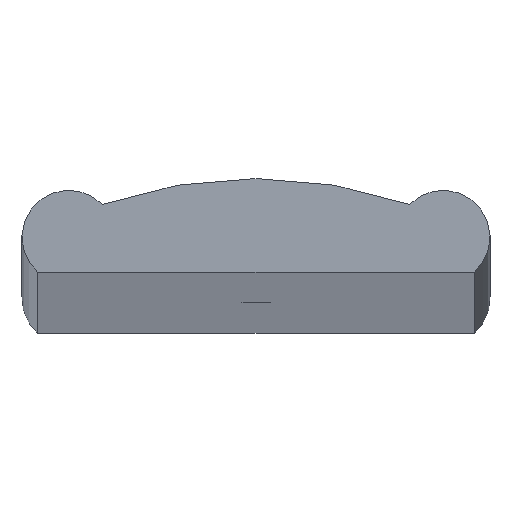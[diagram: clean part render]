
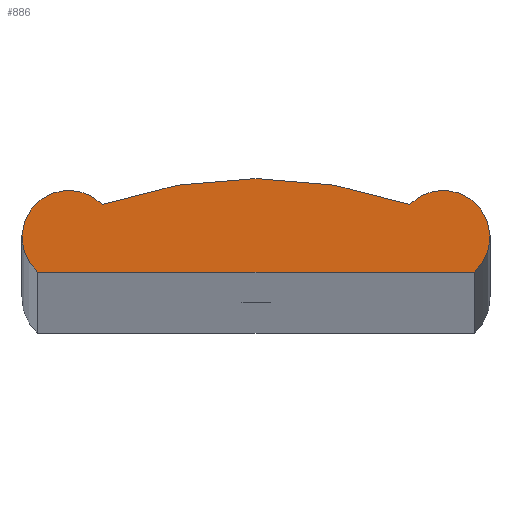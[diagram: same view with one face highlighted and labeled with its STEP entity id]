
A CAD part, top view. The second image highlights one B-rep face of the part: STEP entity #886.
In plain terms, the highlighted planar face has unit normal (0, 0, 1).
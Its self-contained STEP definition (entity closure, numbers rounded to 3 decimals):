
#26 = DIRECTION ( 'NONE',  ( 0., 0., 1. ) ) ;
#76 = VERTEX_POINT ( 'NONE', #3054 ) ;
#355 = VERTEX_POINT ( 'NONE', #3066 ) ;
#740 = DIRECTION ( 'NONE',  ( 0., 0., 1. ) ) ;
#886 = ADVANCED_FACE ( 'NONE', ( #8326 ), #3116, .T. ) ;
#2279 = DIRECTION ( 'NONE',  ( 1., 0., 0. ) ) ;
#2474 = CARTESIAN_POINT ( 'NONE',  ( -16., 3., 1500. ) ) ;
#2750 = ORIENTED_EDGE ( 'NONE', *, *, #6991, .T. ) ;
#2883 = CARTESIAN_POINT ( 'NONE',  ( -13.128, 5.784, 1500. ) ) ;
#3054 = CARTESIAN_POINT ( 'NONE',  ( 18.646, 0., 1500. ) ) ;
#3066 = CARTESIAN_POINT ( 'NONE',  ( -18.646, 0., 1500. ) ) ;
#3116 = PLANE ( 'NONE',  #5972 ) ;
#3211 = CARTESIAN_POINT ( 'NONE',  ( 13.128, 5.784, 1500. ) ) ;
#3234 = DIRECTION ( 'NONE',  ( 0., 0., 1. ) ) ;
#3996 = AXIS2_PLACEMENT_3D ( 'NONE', #5432, #4701, #5508 ) ;
#4052 = EDGE_CURVE ( 'NONE', #9289, #355, #7218, .T. ) ;
#4445 = VERTEX_POINT ( 'NONE', #3211 ) ;
#4701 = DIRECTION ( 'NONE',  ( 0., 0., 1. ) ) ;
#4822 = ORIENTED_EDGE ( 'NONE', *, *, #5510, .T. ) ;
#4870 = EDGE_LOOP ( 'NONE', ( #6780, #4822, #2750, #8437 ) ) ;
#5208 = CARTESIAN_POINT ( 'NONE',  ( 18.646, 0., 1500. ) ) ;
#5432 = CARTESIAN_POINT ( 'NONE',  ( 16., 3., 1500. ) ) ;
#5508 = DIRECTION ( 'NONE',  ( -1., 0., 0. ) ) ;
#5510 = EDGE_CURVE ( 'NONE', #355, #76, #8580, .T. ) ;
#5528 = CARTESIAN_POINT ( 'NONE',  ( -16., 3., 1500. ) ) ;
#5704 = CARTESIAN_POINT ( 'NONE',  ( 0., -32., 1500. ) ) ;
#5719 = DIRECTION ( 'NONE',  ( 1., 0., 0. ) ) ;
#5720 = EDGE_CURVE ( 'NONE', #4445, #9289, #10176, .T. ) ;
#5972 = AXIS2_PLACEMENT_3D ( 'NONE', #5528, #740, #2279 ) ;
#6780 = ORIENTED_EDGE ( 'NONE', *, *, #4052, .T. ) ;
#6991 = EDGE_CURVE ( 'NONE', #76, #4445, #7844, .T. ) ;
#7173 = DIRECTION ( 'NONE',  ( -1., 0., 0. ) ) ;
#7218 = CIRCLE ( 'NONE', #8174, 4. ) ;
#7644 = AXIS2_PLACEMENT_3D ( 'NONE', #5704, #26, #7173 ) ;
#7844 = CIRCLE ( 'NONE', #3996, 4. ) ;
#8174 = AXIS2_PLACEMENT_3D ( 'NONE', #2474, #3234, #5719 ) ;
#8326 = FACE_OUTER_BOUND ( 'NONE', #4870, .T. ) ;
#8408 = DIRECTION ( 'NONE',  ( 1., 0., 0. ) ) ;
#8437 = ORIENTED_EDGE ( 'NONE', *, *, #5720, .T. ) ;
#8580 = LINE ( 'NONE', #5208, #10189 ) ;
#9289 = VERTEX_POINT ( 'NONE', #2883 ) ;
#10176 = CIRCLE ( 'NONE', #7644, 40. ) ;
#10189 = VECTOR ( 'NONE', #8408, 1000. ) ;
